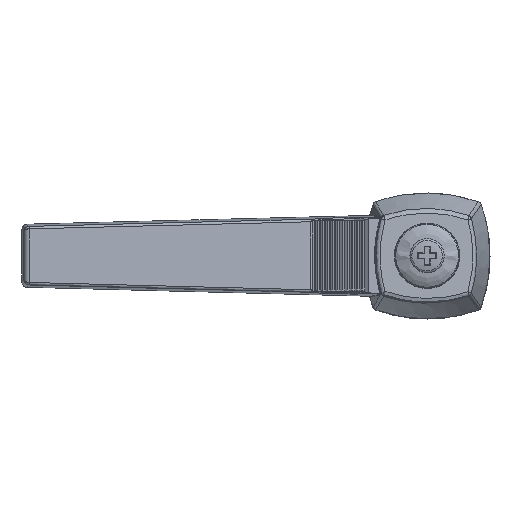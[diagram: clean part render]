
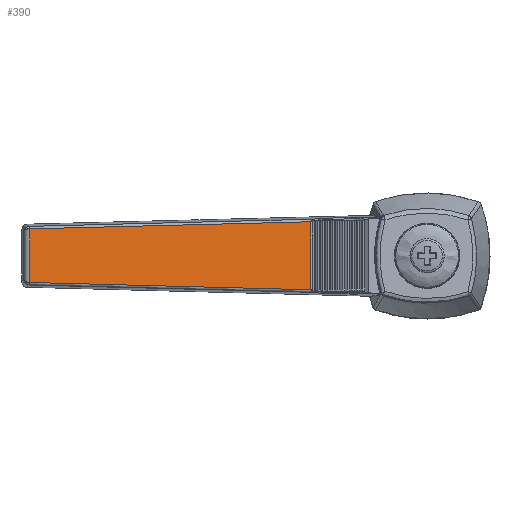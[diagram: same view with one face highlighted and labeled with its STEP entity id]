
A CAD part, top view. The second image highlights one B-rep face of the part: STEP entity #390.
In plain terms, the highlighted planar face has unit normal (0.174, 0, 0.985).
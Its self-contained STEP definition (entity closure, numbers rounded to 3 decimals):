
#390 = ADVANCED_FACE( '', ( #932 ), #933, .F. );
#932 = FACE_OUTER_BOUND( '', #3417, .T. );
#933 = PLANE( '', #3418 );
#3417 = EDGE_LOOP( '', ( #7455, #7456, #7457, #7458 ) );
#3418 = AXIS2_PLACEMENT_3D( '', #7459, #7460, #7461 );
#7455 = ORIENTED_EDGE( '', *, *, #8937, .T. );
#7456 = ORIENTED_EDGE( '', *, *, #8938, .T. );
#7457 = ORIENTED_EDGE( '', *, *, #8904, .T. );
#7458 = ORIENTED_EDGE( '', *, *, #8939, .T. );
#7459 = CARTESIAN_POINT( '', ( -33.905, 0., 38.274 ) );
#7460 = DIRECTION( '', ( -0.174, 0., -0.985 ) );
#7461 = DIRECTION( '', ( -0.985, 0., 0.174 ) );
#8904 = EDGE_CURVE( '', #9804, #9854, #9855, .T. );
#8937 = EDGE_CURVE( '', #9903, #9529, #9904, .T. );
#8938 = EDGE_CURVE( '', #9529, #9804, #9905, .F. );
#8939 = EDGE_CURVE( '', #9854, #9903, #9906, .F. );
#9529 = VERTEX_POINT( '', #11267 );
#9804 = VERTEX_POINT( '', #12459 );
#9854 = VERTEX_POINT( '', #12777 );
#9855 = B_SPLINE_CURVE_WITH_KNOTS( '', 3, ( #12778, #12779, #12780, #12781, #12782, #12783, #12784, #12785 ), .UNSPECIFIED., .F., .F., ( 4, 2, 2, 4 ), ( 0.001, 0.015, 0.029, 0.058 ), .UNSPECIFIED. );
#9903 = VERTEX_POINT( '', #12934 );
#9904 = B_SPLINE_CURVE_WITH_KNOTS( '', 3, ( #12935, #12936, #12937, #12938, #12939, #12940, #12941, #12942 ), .UNSPECIFIED., .F., .F., ( 4, 2, 2, 4 ), ( 0., 0.028, 0.043, 0.057 ), .UNSPECIFIED. );
#9905 = LINE( '', #12943, #12944 );
#9906 = LINE( '', #12945, #12946 );
#11267 = CARTESIAN_POINT( '', ( -78.94, 5.324, 46.215 ) );
#12459 = CARTESIAN_POINT( '', ( -78.94, -5.324, 46.215 ) );
#12777 = CARTESIAN_POINT( '', ( -23.09, -6.754, 36.367 ) );
#12778 = CARTESIAN_POINT( '', ( -78.94, -5.324, 46.215 ) );
#12779 = CARTESIAN_POINT( '', ( -74.286, -5.442, 45.394 ) );
#12780 = CARTESIAN_POINT( '', ( -69.631, -5.561, 44.574 ) );
#12781 = CARTESIAN_POINT( '', ( -60.323, -5.798, 42.932 ) );
#12782 = CARTESIAN_POINT( '', ( -55.669, -5.918, 42.112 ) );
#12783 = CARTESIAN_POINT( '', ( -41.706, -6.275, 39.65 ) );
#12784 = CARTESIAN_POINT( '', ( -32.398, -6.514, 38.009 ) );
#12785 = CARTESIAN_POINT( '', ( -23.09, -6.754, 36.367 ) );
#12934 = CARTESIAN_POINT( '', ( -23.09, 6.754, 36.367 ) );
#12935 = CARTESIAN_POINT( '', ( -23.09, 6.754, 36.367 ) );
#12936 = CARTESIAN_POINT( '', ( -32.398, 6.514, 38.009 ) );
#12937 = CARTESIAN_POINT( '', ( -41.706, 6.275, 39.65 ) );
#12938 = CARTESIAN_POINT( '', ( -55.669, 5.918, 42.112 ) );
#12939 = CARTESIAN_POINT( '', ( -60.323, 5.798, 42.932 ) );
#12940 = CARTESIAN_POINT( '', ( -69.631, 5.561, 44.574 ) );
#12941 = CARTESIAN_POINT( '', ( -74.286, 5.442, 45.394 ) );
#12942 = CARTESIAN_POINT( '', ( -78.94, 5.324, 46.215 ) );
#12943 = CARTESIAN_POINT( '', ( -78.94, 0., 46.215 ) );
#12944 = VECTOR( '', #15111, 1000. );
#12945 = CARTESIAN_POINT( '', ( -23.09, 6.986, 36.367 ) );
#12946 = VECTOR( '', #15112, 1000. );
#15111 = DIRECTION( '', ( 0., 1., 0. ) );
#15112 = DIRECTION( '', ( 0., -1., 0. ) );
